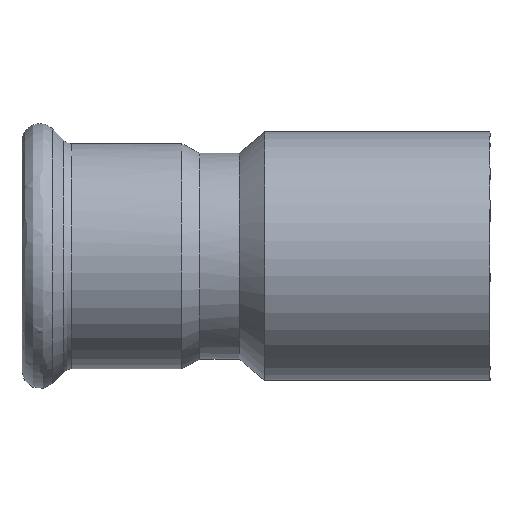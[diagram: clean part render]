
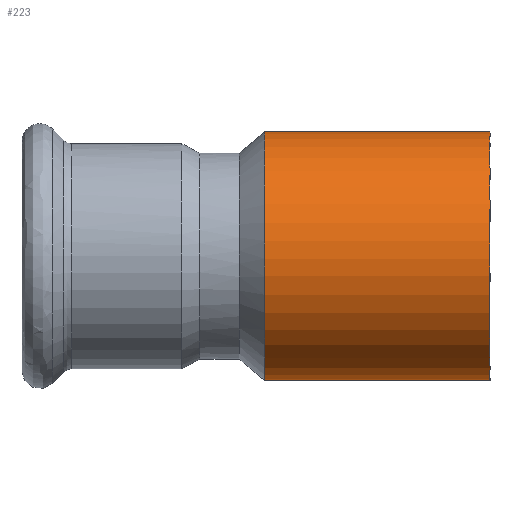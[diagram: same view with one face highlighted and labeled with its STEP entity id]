
A CAD part, front view. The second image highlights one B-rep face of the part: STEP entity #223.
In plain terms, the highlighted free-form (B-spline) face has degree [1, 2] with [2, 9] control points.
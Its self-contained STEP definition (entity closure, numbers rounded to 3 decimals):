
#195 = EDGE_CURVE('',#196,#198,#200,.T.);
#196 = VERTEX_POINT('',#197);
#197 = CARTESIAN_POINT('',(79.,0.,21.));
#198 = VERTEX_POINT('',#199);
#199 = CARTESIAN_POINT('',(79.,0.,-21.));
#200 = ( BOUNDED_CURVE() B_SPLINE_CURVE(2,(#201,#202,#203,#204,#205),
.UNSPECIFIED.,.F.,.F.) B_SPLINE_CURVE_WITH_KNOTS((3,2,3),(0.,
1.571,3.142),.UNSPECIFIED.) CURVE() 
GEOMETRIC_REPRESENTATION_ITEM() RATIONAL_B_SPLINE_CURVE((1.,
0.707,1.,0.707,1.)) REPRESENTATION_ITEM('') );
#201 = CARTESIAN_POINT('',(79.,0.,21.));
#202 = CARTESIAN_POINT('',(79.,21.,21.));
#203 = CARTESIAN_POINT('',(79.,21.,0.));
#204 = CARTESIAN_POINT('',(79.,21.,-21.));
#205 = CARTESIAN_POINT('',(79.,0.,-21.));
#207 = EDGE_CURVE('',#198,#196,#208,.T.);
#208 = ( BOUNDED_CURVE() B_SPLINE_CURVE(2,(#209,#210,#211,#212,#213),
.UNSPECIFIED.,.F.,.F.) B_SPLINE_CURVE_WITH_KNOTS((3,2,3),(3.142,
4.712,6.283),.PIECEWISE_BEZIER_KNOTS.) CURVE() 
GEOMETRIC_REPRESENTATION_ITEM() RATIONAL_B_SPLINE_CURVE((1.,
0.707,1.,0.707,1.)) REPRESENTATION_ITEM('') );
#209 = CARTESIAN_POINT('',(79.,0.,-21.));
#210 = CARTESIAN_POINT('',(79.,-21.,-21.));
#211 = CARTESIAN_POINT('',(79.,-21.,0.));
#212 = CARTESIAN_POINT('',(79.,-21.,21.));
#213 = CARTESIAN_POINT('',(79.,0.,21.));
#223 = ADVANCED_FACE('',(#224),#254,.T.);
#224 = FACE_BOUND('',#225,.T.);
#225 = EDGE_LOOP('',(#226,#238,#246,#251,#252,#253));
#226 = ORIENTED_EDGE('',*,*,#227,.F.);
#227 = EDGE_CURVE('',#228,#230,#232,.T.);
#228 = VERTEX_POINT('',#229);
#229 = CARTESIAN_POINT('',(41.,0.,21.));
#230 = VERTEX_POINT('',#231);
#231 = CARTESIAN_POINT('',(41.,0.,-21.));
#232 = ( BOUNDED_CURVE() B_SPLINE_CURVE(2,(#233,#234,#235,#236,#237),
.UNSPECIFIED.,.F.,.F.) B_SPLINE_CURVE_WITH_KNOTS((3,2,3),(0.,
1.571,3.142),.UNSPECIFIED.) CURVE() 
GEOMETRIC_REPRESENTATION_ITEM() RATIONAL_B_SPLINE_CURVE((1.,
0.707,1.,0.707,1.)) REPRESENTATION_ITEM('') );
#233 = CARTESIAN_POINT('',(41.,0.,21.));
#234 = CARTESIAN_POINT('',(41.,21.,21.));
#235 = CARTESIAN_POINT('',(41.,21.,0.));
#236 = CARTESIAN_POINT('',(41.,21.,-21.));
#237 = CARTESIAN_POINT('',(41.,0.,-21.));
#238 = ORIENTED_EDGE('',*,*,#239,.F.);
#239 = EDGE_CURVE('',#230,#228,#240,.T.);
#240 = ( BOUNDED_CURVE() B_SPLINE_CURVE(2,(#241,#242,#243,#244,#245),
.UNSPECIFIED.,.F.,.F.) B_SPLINE_CURVE_WITH_KNOTS((3,2,3),(3.142,
4.712,6.283),.PIECEWISE_BEZIER_KNOTS.) CURVE() 
GEOMETRIC_REPRESENTATION_ITEM() RATIONAL_B_SPLINE_CURVE((1.,
0.707,1.,0.707,1.)) REPRESENTATION_ITEM('') );
#241 = CARTESIAN_POINT('',(41.,0.,-21.));
#242 = CARTESIAN_POINT('',(41.,-21.,-21.));
#243 = CARTESIAN_POINT('',(41.,-21.,0.));
#244 = CARTESIAN_POINT('',(41.,-21.,21.));
#245 = CARTESIAN_POINT('',(41.,0.,21.));
#246 = ORIENTED_EDGE('',*,*,#247,.T.);
#247 = EDGE_CURVE('',#230,#198,#248,.T.);
#248 = B_SPLINE_CURVE_WITH_KNOTS('',1,(#249,#250),.UNSPECIFIED.,.F.,.F.,
  (2,2),(-0.905,0.905),.PIECEWISE_BEZIER_KNOTS.);
#249 = CARTESIAN_POINT('',(41.,0.,-21.));
#250 = CARTESIAN_POINT('',(79.,0.,-21.));
#251 = ORIENTED_EDGE('',*,*,#207,.T.);
#252 = ORIENTED_EDGE('',*,*,#195,.T.);
#253 = ORIENTED_EDGE('',*,*,#247,.F.);
#254 = ( BOUNDED_SURFACE() B_SPLINE_SURFACE(1,2,(
    (#255,#256,#257,#258,#259,#260,#261,#262,#263)
    ,(#264,#265,#266,#267,#268,#269,#270,#271,#272
)),.UNSPECIFIED.,.F.,.T.,.F.) B_SPLINE_SURFACE_WITH_KNOTS((2,2),(1,2,2,2
    ,2,2,1),(-0.905,0.905),(-4.712,
    -3.142,-1.571,0.,1.571,3.142,
4.712),.UNSPECIFIED.) GEOMETRIC_REPRESENTATION_ITEM() 
RATIONAL_B_SPLINE_SURFACE((
    (1.,0.707,1.,0.707,1.,0.707,1.
      ,0.707,1.)
    ,(1.,0.707,1.,0.707,1.,0.707,1.
,0.707,1.))) REPRESENTATION_ITEM('') SURFACE() );
#255 = CARTESIAN_POINT('',(41.,0.,-21.));
#256 = CARTESIAN_POINT('',(41.,-21.,-21.));
#257 = CARTESIAN_POINT('',(41.,-21.,0.));
#258 = CARTESIAN_POINT('',(41.,-21.,21.));
#259 = CARTESIAN_POINT('',(41.,0.,21.));
#260 = CARTESIAN_POINT('',(41.,21.,21.));
#261 = CARTESIAN_POINT('',(41.,21.,0.));
#262 = CARTESIAN_POINT('',(41.,21.,-21.));
#263 = CARTESIAN_POINT('',(41.,0.,-21.));
#264 = CARTESIAN_POINT('',(79.,0.,-21.));
#265 = CARTESIAN_POINT('',(79.,-21.,-21.));
#266 = CARTESIAN_POINT('',(79.,-21.,0.));
#267 = CARTESIAN_POINT('',(79.,-21.,21.));
#268 = CARTESIAN_POINT('',(79.,0.,21.));
#269 = CARTESIAN_POINT('',(79.,21.,21.));
#270 = CARTESIAN_POINT('',(79.,21.,0.));
#271 = CARTESIAN_POINT('',(79.,21.,-21.));
#272 = CARTESIAN_POINT('',(79.,0.,-21.));
